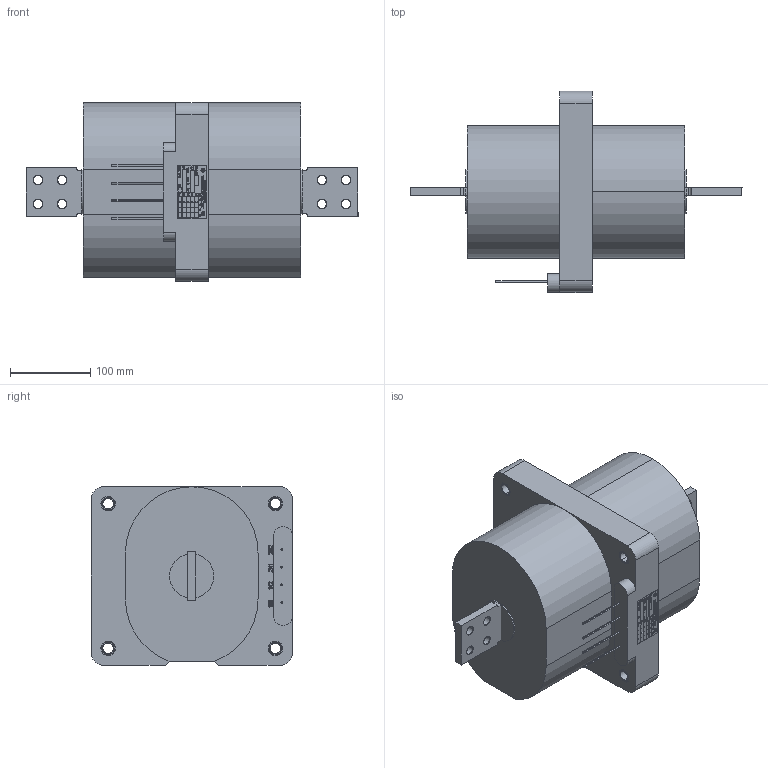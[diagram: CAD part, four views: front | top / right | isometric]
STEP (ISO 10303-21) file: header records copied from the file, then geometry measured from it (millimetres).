
FILE_DESCRIPTION (( 'STEP AP214' ), '1' );
FILE_NAME ('ﾒﾋﾊ-ﾑﾒ-10-ﾒﾏﾊ8 (5ﾀ-800ﾀ).STEP', '2023-07-21T07:16:45', ( '' ), ( '' ), 'SwSTEP 2.0', 'SolidWorks 2014', '' );
FILE_SCHEMA (( 'AUTOMOTIVE_DESIGN' ));
Length unit declared in the file: millimetre
Products named in the file (42): curved spring lock washer_din; ïðîâîä^Êîïèÿ Ñáîðêà3_ÈÁËÒ.671213.019-01 ÒËÊ-ÑÒ-10-7; hex screw gradec_din; ����.671224.304-01-01��_���-��-10-���8 (5�-800�); ������ ���-10-2_���-��-10-���8-2 ���.; ÂÅÈÓ.754312.168 Òàáëè÷êà òåõíè÷åñêèõ äàííûõ ÒËÊ-ÑÒ_; 屡扔.713174.003 买箅赅_-01; plain washer grade c_din; 屡扔.685528.004 罔磬 磬觐礤黜桕郷; Êîðïóñ ÒÏÊ-10-2; 屡扔.713174.003 买箅赅; ﾒﾋﾊ-ﾑﾒ-10-ﾒﾏﾊ8 (5ﾀ-800ﾀ); Íàêîíå÷íèê ñ ïðîâîäîì_00; Êîïèÿ Êîïèÿ Ñáîðêà3^Ñáîðêà2; ÂÅÈÓ.754312.168 Òàáëè÷êà òåõíè÷åñêèõ äàííûõ ÒËÊ-ÑÒ__-00; 屡扔.685528.004 罔磬 磬觐礤黜桕郷_-00; hex screw gradec_din_ISO 4018 - M6 x 12-NN; curved spring lock washer_din_Spring washer DIN 128 - A6; plain washer grade c_din_Washer DIN 126 - 6.6
Assembly tree (33 placements, depth 4):
  curved spring lock washer_din
  ïðîâîä^Êîïèÿ Ñáîðêà3_ÈÁËÒ.671213.019-01 ÒËÊ-ÑÒ-10-7
  hex screw gradec_din
  ïðîâîä^Êîïèÿ Ñáîðêà3_ÈÁËÒ.671213.019-01 ÒËÊ-ÑÒ-10-7
  hex screw gradec_din
Bounding box: 413 x 250.6 x 222 mm (x, y, z)
Volume: 9379390 mm3; surface area: 361799.1 mm2
Topology: 30 solids, 34 shells, 2515 faces, 6480 edges, 4287 vertices
Faces by surface type: plane 1515, bspline 694, cylinder 194, cone 100, torus 12
Entity records: 118768 total; most frequent: CARTESIAN_POINT 48518, ORIENTED_EDGE 11536, DIRECTION 7691, EDGE_CURVE 5768, VECTOR 4107, LINE 4107, VERTEX_POINT 3835, EDGE_LOOP 2461
